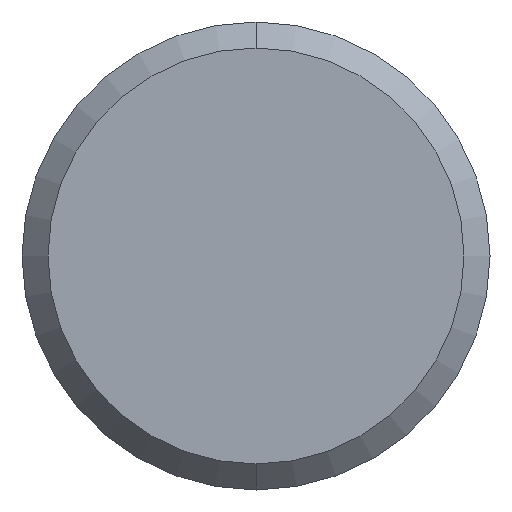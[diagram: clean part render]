
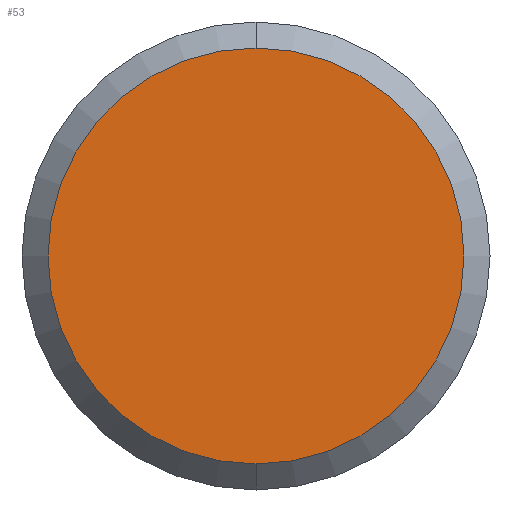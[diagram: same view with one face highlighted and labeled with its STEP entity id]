
A CAD part, front view. The second image highlights one B-rep face of the part: STEP entity #53.
In plain terms, the highlighted planar face has unit normal (0, -1, 0).
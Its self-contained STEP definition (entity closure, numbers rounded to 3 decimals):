
#10 = CARTESIAN_POINT ( 'NONE',  ( 0., 0., 0. ) ) ;
#20 = AXIS2_PLACEMENT_3D ( 'NONE', #31, #32, #30 ) ;
#21 = AXIS2_PLACEMENT_3D ( 'NONE', #55, #73, #80 ) ;
#30 = DIRECTION ( 'NONE',  ( 0., 0., 1. ) ) ;
#31 = CARTESIAN_POINT ( 'NONE',  ( 0., 0., 0. ) ) ;
#32 = DIRECTION ( 'NONE',  ( 0., -1., 0. ) ) ;
#34 = AXIS2_PLACEMENT_3D ( 'NONE', #10, #149, #151 ) ;
#53 = ADVANCED_FACE ( 'NONE', ( #134 ), #66, .F. ) ;
#55 = CARTESIAN_POINT ( 'NONE',  ( 0., 0., 0. ) ) ;
#66 = PLANE ( 'NONE',  #34 ) ;
#73 = DIRECTION ( 'NONE',  ( 0., -1., 0. ) ) ;
#75 = CARTESIAN_POINT ( 'NONE',  ( 0., 0., -160. ) ) ;
#80 = DIRECTION ( 'NONE',  ( 0., 0., 1. ) ) ;
#84 = EDGE_CURVE ( 'NONE', #212, #192, #119, .T. ) ;
#87 = EDGE_CURVE ( 'NONE', #192, #212, #114, .T. ) ;
#114 = CIRCLE ( 'NONE', #20, 160. ) ;
#119 = CIRCLE ( 'NONE', #21, 160. ) ;
#134 = FACE_OUTER_BOUND ( 'NONE', #207, .T. ) ;
#149 = DIRECTION ( 'NONE',  ( 0., 1., 0. ) ) ;
#151 = DIRECTION ( 'NONE',  ( 0., 0., 1. ) ) ;
#165 = ORIENTED_EDGE ( 'NONE', *, *, #84, .T. ) ;
#182 = ORIENTED_EDGE ( 'NONE', *, *, #87, .T. ) ;
#192 = VERTEX_POINT ( 'NONE', #224 ) ;
#207 = EDGE_LOOP ( 'NONE', ( #182, #165 ) ) ;
#212 = VERTEX_POINT ( 'NONE', #75 ) ;
#224 = CARTESIAN_POINT ( 'NONE',  ( 0., 0., 160. ) ) ;
